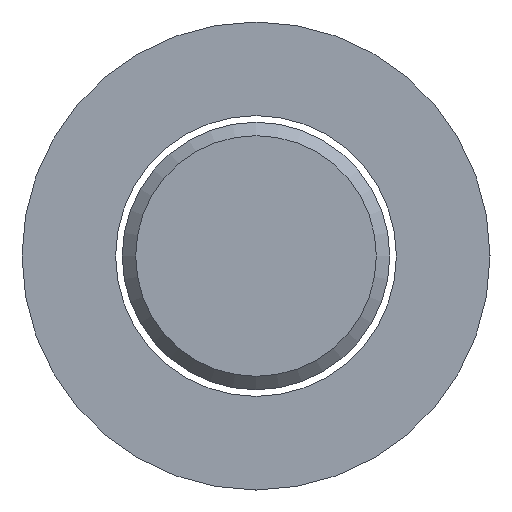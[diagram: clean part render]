
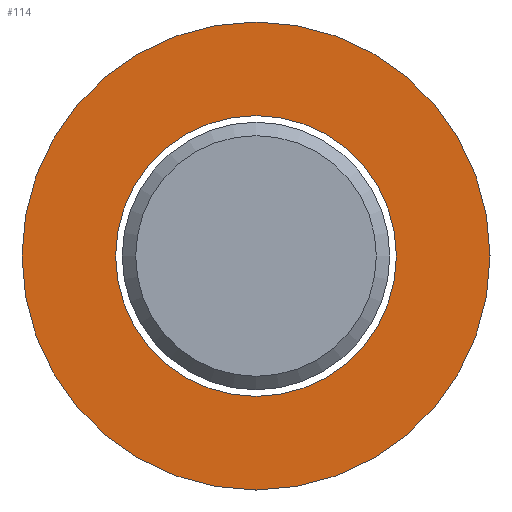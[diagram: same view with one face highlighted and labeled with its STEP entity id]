
A CAD part, left-side view. The second image highlights one B-rep face of the part: STEP entity #114.
In plain terms, the highlighted planar face has unit normal (-1, 0, 0).
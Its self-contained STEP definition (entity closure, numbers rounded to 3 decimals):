
#114=ADVANCED_FACE('',(#136,#146),#124,.T.);
#124=PLANE('',#250);
#136=FACE_BOUND('',#163,.T.);
#146=FACE_OUTER_BOUND('',#164,.T.);
#163=EDGE_LOOP('',(#187));
#164=EDGE_LOOP('',(#188));
#187=ORIENTED_EDGE('',*,*,#217,.T.);
#188=ORIENTED_EDGE('',*,*,#218,.F.);
#205=VERTEX_POINT('',#332);
#206=VERTEX_POINT('',#335);
#217=EDGE_CURVE('',#205,#205,#229,.T.);
#218=EDGE_CURVE('',#206,#206,#230,.T.);
#229=CIRCLE('',#247,10.5);
#230=CIRCLE('',#249,17.5);
#247=AXIS2_PLACEMENT_3D('',#331,#285,#286);
#249=AXIS2_PLACEMENT_3D('',#334,#289,#290);
#250=AXIS2_PLACEMENT_3D('',#336,#291,#292);
#285=DIRECTION('',(1.,0.,0.));
#286=DIRECTION('',(0.,0.,-1.));
#289=DIRECTION('',(1.,0.,0.));
#290=DIRECTION('',(0.,0.,-1.));
#291=DIRECTION('',(-1.,0.,0.));
#292=DIRECTION('',(0.,0.,1.));
#331=CARTESIAN_POINT('',(-71.089,0.,0.));
#332=CARTESIAN_POINT('',(-71.089,0.,-10.5));
#334=CARTESIAN_POINT('',(-71.089,0.,0.));
#335=CARTESIAN_POINT('',(-71.089,0.,-17.5));
#336=CARTESIAN_POINT('',(-71.089,14.,0.));
